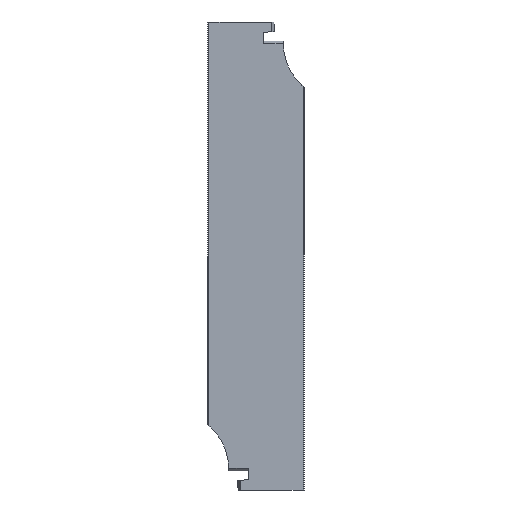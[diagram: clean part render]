
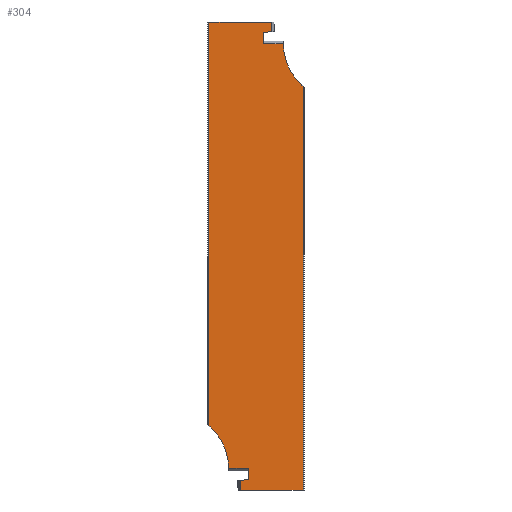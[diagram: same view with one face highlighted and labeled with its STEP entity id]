
A CAD part, left-side view. The second image highlights one B-rep face of the part: STEP entity #304.
In plain terms, the highlighted planar face has unit normal (-1, 0, 0).
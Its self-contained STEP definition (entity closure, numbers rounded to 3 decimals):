
#159=AXIS2_PLACEMENT_3D('Circle Axis2P3D',#157,#158,$) ;
#195=AXIS2_PLACEMENT_3D('Plane Axis2P3D',#192,#193,#194) ;
#269=AXIS2_PLACEMENT_3D('Circle Axis2P3D',#267,#268,$) ;
#60=CARTESIAN_POINT('Vertex',(-3.4,0.911,-20.604)) ;
#63=CARTESIAN_POINT('Line Origine',(-3.4,0.911,-47.802)) ;
#67=CARTESIAN_POINT('Vertex',(-3.4,0.911,-75.)) ;
#70=CARTESIAN_POINT('Line Origine',(-3.4,0.911,-112.5)) ;
#74=CARTESIAN_POINT('Vertex',(-3.4,0.911,-150.)) ;
#154=CARTESIAN_POINT('Vertex',(-3.4,7.24,-6.925)) ;
#157=CARTESIAN_POINT('Axis2P3D Location',(-3.4,-10.76,-6.9)) ;
#192=CARTESIAN_POINT('Axis2P3D Location',(-3.4,24.84,-150.5)) ;
#197=CARTESIAN_POINT('Line Origine',(-3.4,19.73,-146.785)) ;
#201=CARTESIAN_POINT('Vertex',(-3.4,18.408,-146.66)) ;
#203=CARTESIAN_POINT('Vertex',(-3.4,21.052,-146.91)) ;
#206=CARTESIAN_POINT('Line Origine',(-3.4,20.988,-148.455)) ;
#210=CARTESIAN_POINT('Vertex',(-3.4,20.925,-150.)) ;
#213=CARTESIAN_POINT('Line Origine',(-3.4,10.918,-150.)) ;
#218=CARTESIAN_POINT('Line Origine',(-3.4,10.415,-6.925)) ;
#222=CARTESIAN_POINT('Vertex',(-3.4,13.591,-6.925)) ;
#225=CARTESIAN_POINT('Line Origine',(-3.4,13.591,-5.132)) ;
#229=CARTESIAN_POINT('Vertex',(-3.4,13.591,-3.34)) ;
#232=CARTESIAN_POINT('Line Origine',(-3.4,12.27,-3.215)) ;
#236=CARTESIAN_POINT('Vertex',(-3.4,10.948,-3.09)) ;
#239=CARTESIAN_POINT('Line Origine',(-3.4,11.012,-1.545)) ;
#243=CARTESIAN_POINT('Vertex',(-3.4,11.075,0.)) ;
#246=CARTESIAN_POINT('Line Origine',(-3.4,21.082,0.)) ;
#250=CARTESIAN_POINT('Vertex',(-3.4,31.089,0.)) ;
#253=CARTESIAN_POINT('Line Origine',(-3.4,31.089,-37.5)) ;
#257=CARTESIAN_POINT('Vertex',(-3.4,31.089,-75.)) ;
#260=CARTESIAN_POINT('Line Origine',(-3.4,31.089,-102.198)) ;
#264=CARTESIAN_POINT('Vertex',(-3.4,31.089,-129.396)) ;
#267=CARTESIAN_POINT('Axis2P3D Location',(-3.4,42.76,-143.1)) ;
#271=CARTESIAN_POINT('Vertex',(-3.4,24.76,-143.075)) ;
#274=CARTESIAN_POINT('Line Origine',(-3.4,21.584,-143.075)) ;
#278=CARTESIAN_POINT('Vertex',(-3.4,18.408,-143.075)) ;
#281=CARTESIAN_POINT('Line Origine',(-3.4,18.408,-144.868)) ;
#64=DIRECTION('Vector Direction',(0.,0.,-1.)) ;
#71=DIRECTION('Vector Direction',(0.,0.,1.)) ;
#158=DIRECTION('Axis2P3D Direction',(-1.,0.,0.)) ;
#193=DIRECTION('Axis2P3D Direction',(-1.,0.,0.)) ;
#194=DIRECTION('Axis2P3D XDirection',(0.,0.,1.)) ;
#198=DIRECTION('Vector Direction',(0.,0.996,-0.094)) ;
#207=DIRECTION('Vector Direction',(0.,0.041,0.999)) ;
#214=DIRECTION('Vector Direction',(0.,-1.,0.)) ;
#219=DIRECTION('Vector Direction',(0.,-1.,0.)) ;
#226=DIRECTION('Vector Direction',(0.,0.,-1.)) ;
#233=DIRECTION('Vector Direction',(0.,-0.996,0.094)) ;
#240=DIRECTION('Vector Direction',(0.,0.041,0.999)) ;
#247=DIRECTION('Vector Direction',(0.,1.,0.)) ;
#254=DIRECTION('Vector Direction',(0.,0.,-1.)) ;
#261=DIRECTION('Vector Direction',(0.,0.,1.)) ;
#268=DIRECTION('Axis2P3D Direction',(-1.,0.,0.)) ;
#275=DIRECTION('Vector Direction',(0.,1.,0.)) ;
#282=DIRECTION('Vector Direction',(0.,0.,-1.)) ;
#65=VECTOR('Line Direction',#64,1.) ;
#72=VECTOR('Line Direction',#71,1.) ;
#199=VECTOR('Line Direction',#198,1.) ;
#208=VECTOR('Line Direction',#207,1.) ;
#215=VECTOR('Line Direction',#214,1.) ;
#220=VECTOR('Line Direction',#219,1.) ;
#227=VECTOR('Line Direction',#226,1.) ;
#234=VECTOR('Line Direction',#233,1.) ;
#241=VECTOR('Line Direction',#240,1.) ;
#248=VECTOR('Line Direction',#247,1.) ;
#255=VECTOR('Line Direction',#254,1.) ;
#262=VECTOR('Line Direction',#261,1.) ;
#276=VECTOR('Line Direction',#275,1.) ;
#283=VECTOR('Line Direction',#282,1.) ;
#287=ORIENTED_EDGE('',*,*,#205,.T.) ;
#288=ORIENTED_EDGE('',*,*,#212,.F.) ;
#289=ORIENTED_EDGE('',*,*,#217,.T.) ;
#290=ORIENTED_EDGE('',*,*,#76,.T.) ;
#291=ORIENTED_EDGE('',*,*,#69,.F.) ;
#292=ORIENTED_EDGE('',*,*,#161,.F.) ;
#293=ORIENTED_EDGE('',*,*,#224,.F.) ;
#294=ORIENTED_EDGE('',*,*,#231,.T.) ;
#295=ORIENTED_EDGE('',*,*,#238,.T.) ;
#296=ORIENTED_EDGE('',*,*,#245,.T.) ;
#297=ORIENTED_EDGE('',*,*,#252,.T.) ;
#298=ORIENTED_EDGE('',*,*,#259,.T.) ;
#299=ORIENTED_EDGE('',*,*,#266,.F.) ;
#300=ORIENTED_EDGE('',*,*,#273,.F.) ;
#301=ORIENTED_EDGE('',*,*,#280,.F.) ;
#302=ORIENTED_EDGE('',*,*,#285,.T.) ;
#304=ADVANCED_FACE('NOCUT',(#303),#196,.T.) ;
#160=CIRCLE('generated circle',#159,18.) ;
#270=CIRCLE('generated circle',#269,18.) ;
#69=EDGE_CURVE('',#61,#68,#66,.T.) ;
#76=EDGE_CURVE('',#75,#68,#73,.T.) ;
#161=EDGE_CURVE('',#155,#61,#160,.T.) ;
#205=EDGE_CURVE('',#202,#204,#200,.T.) ;
#212=EDGE_CURVE('',#211,#204,#209,.T.) ;
#217=EDGE_CURVE('',#211,#75,#216,.T.) ;
#224=EDGE_CURVE('',#223,#155,#221,.T.) ;
#231=EDGE_CURVE('',#223,#230,#228,.F.) ;
#238=EDGE_CURVE('',#230,#237,#235,.T.) ;
#245=EDGE_CURVE('',#237,#244,#242,.T.) ;
#252=EDGE_CURVE('',#244,#251,#249,.T.) ;
#259=EDGE_CURVE('',#251,#258,#256,.T.) ;
#266=EDGE_CURVE('',#265,#258,#263,.T.) ;
#273=EDGE_CURVE('',#272,#265,#270,.T.) ;
#280=EDGE_CURVE('',#279,#272,#277,.T.) ;
#285=EDGE_CURVE('',#279,#202,#284,.T.) ;
#286=EDGE_LOOP('',(#287,#288,#289,#290,#291,#292,#293,#294,#295,#296,#297,#298,#299,#300,#301,#302)) ;
#303=FACE_OUTER_BOUND('',#286,.T.) ;
#66=LINE('Line',#63,#65) ;
#73=LINE('Line',#70,#72) ;
#200=LINE('Line',#197,#199) ;
#209=LINE('Line',#206,#208) ;
#216=LINE('Line',#213,#215) ;
#221=LINE('Line',#218,#220) ;
#228=LINE('Line',#225,#227) ;
#235=LINE('Line',#232,#234) ;
#242=LINE('Line',#239,#241) ;
#249=LINE('Line',#246,#248) ;
#256=LINE('Line',#253,#255) ;
#263=LINE('Line',#260,#262) ;
#277=LINE('Line',#274,#276) ;
#284=LINE('Line',#281,#283) ;
#196=PLANE('',#195) ;
#61=VERTEX_POINT('',#60) ;
#68=VERTEX_POINT('',#67) ;
#75=VERTEX_POINT('',#74) ;
#155=VERTEX_POINT('',#154) ;
#202=VERTEX_POINT('',#201) ;
#204=VERTEX_POINT('',#203) ;
#211=VERTEX_POINT('',#210) ;
#223=VERTEX_POINT('',#222) ;
#230=VERTEX_POINT('',#229) ;
#237=VERTEX_POINT('',#236) ;
#244=VERTEX_POINT('',#243) ;
#251=VERTEX_POINT('',#250) ;
#258=VERTEX_POINT('',#257) ;
#265=VERTEX_POINT('',#264) ;
#272=VERTEX_POINT('',#271) ;
#279=VERTEX_POINT('',#278) ;
